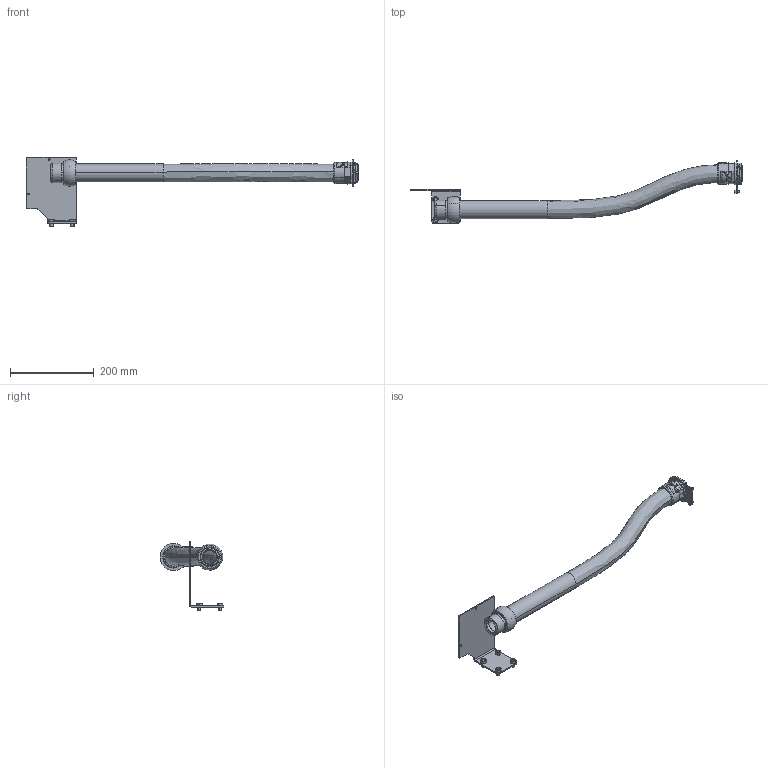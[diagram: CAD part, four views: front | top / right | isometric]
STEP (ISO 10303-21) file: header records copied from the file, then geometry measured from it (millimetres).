
FILE_DESCRIPTION (( 'STEP AP214' ), '1' );
FILE_NAME ('P2445-1.STEP', '2023-09-26T05:13:58', ( '' ), ( '' ), 'SwSTEP 2.0', 'SolidWorks 2021', '' );
FILE_SCHEMA (( 'AUTOMOTIVE_DESIGN' ));
Length unit declared in the file: millimetre
Products named in the file (1): P2445-1
Bounding box: 794.5 x 152.95 x 166.87 mm (x, y, z)
Volume: 480122.2 mm3; surface area: 286538.5 mm2
Topology: 14 solids, 14 shells, 390 faces, 1010 edges, 655 vertices
Faces by surface type: plane 193, cylinder 129, torus 34, cone 28, bspline 4, sphere 2
Entity records: 27805 total; most frequent: CARTESIAN_POINT 13487, DIRECTION 2147, ORIENTED_EDGE 2010, EDGE_CURVE 1005, AXIS2_PLACEMENT_3D 805, VERTEX_POINT 652, VECTOR 537, LINE 537
